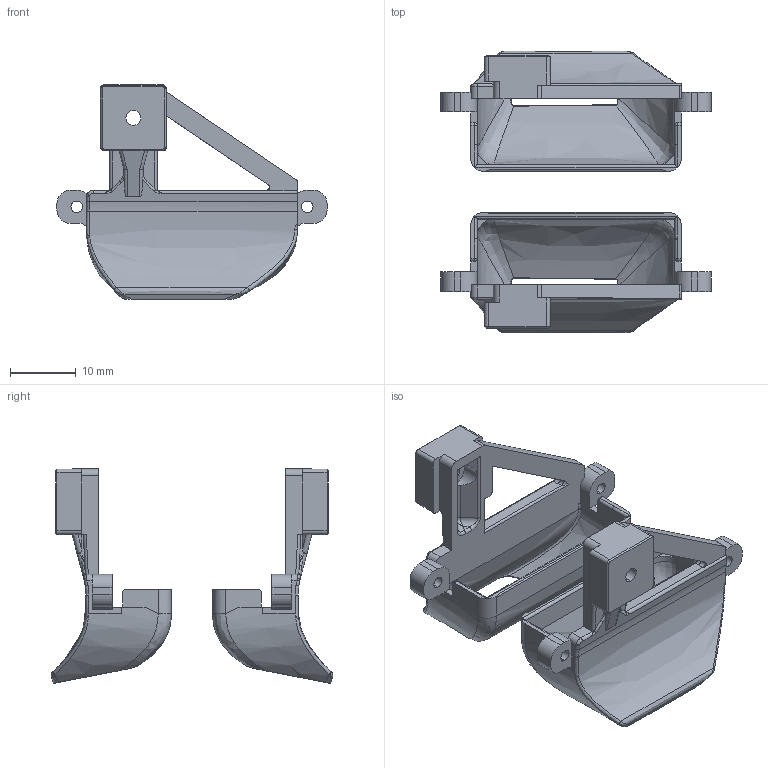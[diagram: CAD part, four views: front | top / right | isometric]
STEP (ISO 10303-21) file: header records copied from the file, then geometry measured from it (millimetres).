
FILE_DESCRIPTION (( 'STEP AP214' ), '1' );
FILE_NAME ('4010坶蹟佪.STEP', '2023-03-08T09:39:54', ( 'Windows User' ), ( 'P R C' ), 'SwSTEP 2.0', 'SolidWorks 2022', '' );
FILE_SCHEMA (( 'AUTOMOTIVE_DESIGN' ));
Length unit declared in the file: millimetre
Products named in the file (1): 4010锁螺丝
Bounding box: 41 x 42.76 x 32.58 mm (x, y, z)
Volume: 5216.6 mm3; surface area: 7454.7 mm2
Topology: 2 solids, 2 shells, 378 faces, 1032 edges, 640 vertices
Faces by surface type: plane 136, cylinder 124, bspline 96, cone 16, sphere 4, torus 2
Entity records: 18083 total; most frequent: CARTESIAN_POINT 9579, ORIENTED_EDGE 2032, DIRECTION 1428, EDGE_CURVE 1016, VERTEX_POINT 640, AXIS2_PLACEMENT_3D 479, LINE 470, VECTOR 470
